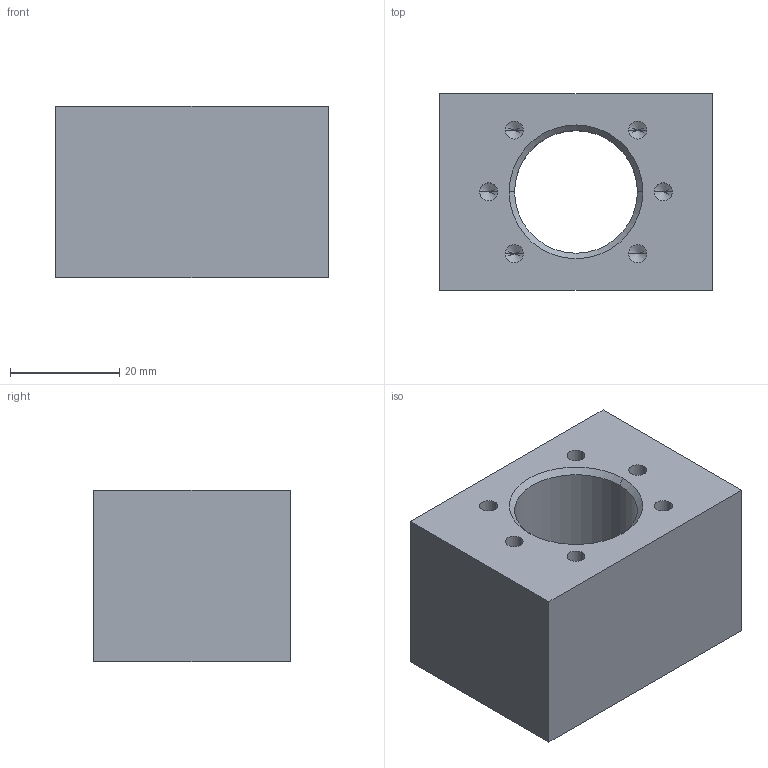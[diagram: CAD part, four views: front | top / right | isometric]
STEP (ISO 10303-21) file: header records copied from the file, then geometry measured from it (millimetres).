
FILE_DESCRIPTION (( 'STEP AP214' ), '1' );
FILE_NAME ('Ball Screw Nut Housing.STEP', '2019-07-07T22:43:29', ( '' ), ( '' ), 'SwSTEP 2.0', 'SolidWorks 2018', '' );
FILE_SCHEMA (( 'AUTOMOTIVE_DESIGN' ));
Length unit declared in the file: millimetre
Products named in the file (1): Ball Screw Nut Housing
Bounding box: 50 x 36 x 31.5 mm (x, y, z)
Volume: 42670.6 mm3; surface area: 11872.3 mm2
Topology: 1 solids, 1 shells, 52 faces, 126 edges, 66 vertices
Faces by surface type: cone 24, cylinder 22, plane 6
Entity records: 1624 total; most frequent: DIRECTION 260, CARTESIAN_POINT 225, ORIENTED_EDGE 212, EDGE_CURVE 106, AXIS2_PLACEMENT_3D 101, VERTEX_POINT 66, EDGE_LOOP 64, LINE 58
